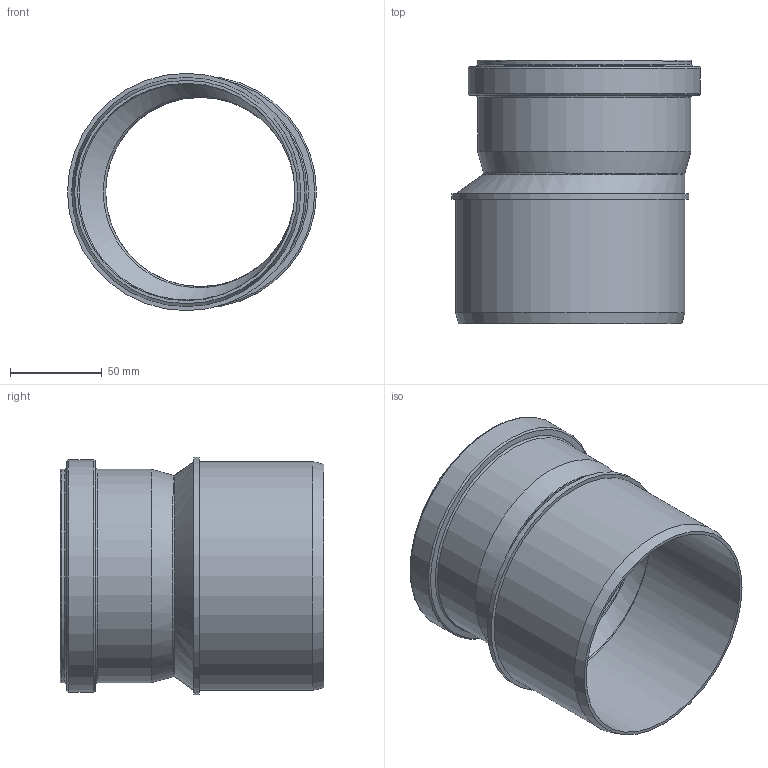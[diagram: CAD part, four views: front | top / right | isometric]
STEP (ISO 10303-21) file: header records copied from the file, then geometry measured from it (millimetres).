
FILE_DESCRIPTION(/* description */ (''),/* implementation_level */ '2;1');
FILE_NAME(/* name */ '221700 KGR Reduktion DN_OD 125_110.stp',/* time_stamp */ '2017-05-03T16:24:41+02:00',/* author */ ('user1'),/* organization */ (''),/* preprocessor_version */ 'ST-DEVELOPER v16.1',/* originating_system */ 'Autodesk Inventor 2016',/* authorisation */ '');
FILE_SCHEMA (('AUTOMOTIVE_DESIGN { 1 0 10303 214 3 1 1 }'));
Length unit declared in the file: millimetre
Products named in the file (1): 221700 KGR Reduktion DN_OD 125_110
Bounding box: 136 x 144 x 129.7 mm (x, y, z)
Volume: 181199.2 mm3; surface area: 118923.3 mm2
Topology: 1 solids, 1 shells, 38 faces, 80 edges, 43 vertices
Faces by surface type: cylinder 11, torus 10, cone 7, bspline 5, plane 5
Full cylindrical faces by diameter (mm): 103.4 x1, 110.7 x1, 111 x2, 116.5 x1, 116.8 x1, 118.8 x1, 121.1 x1, 125.2 x1, 126.9 x1, 129.7 x1
Entity records: 1505 total; most frequent: CARTESIAN_POINT 837, DIRECTION 136, ORIENTED_EDGE 90, EDGE_LOOP 71, AXIS2_PLACEMENT_3D 68, EDGE_CURVE 45, VERTEX_POINT 40, FACE_OUTER_BOUND 38
